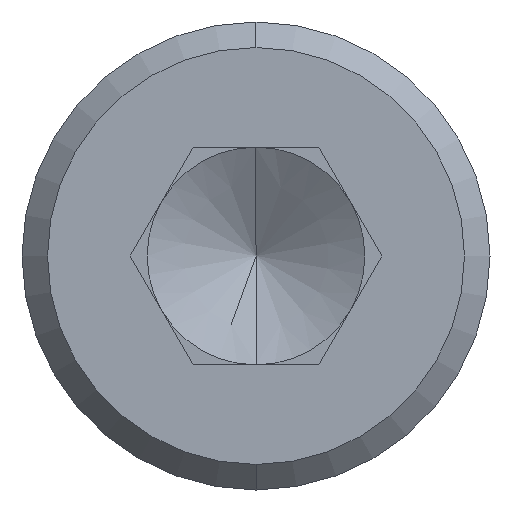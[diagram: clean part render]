
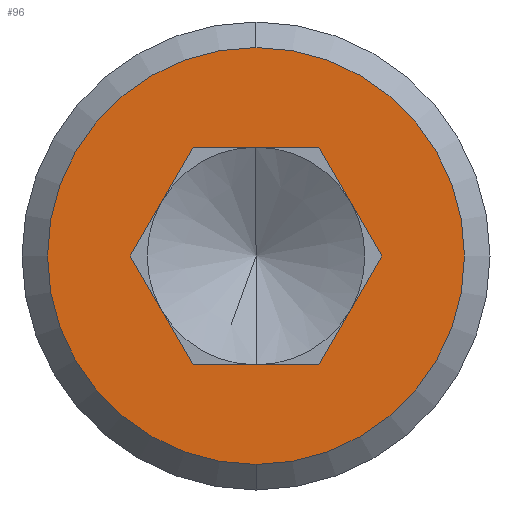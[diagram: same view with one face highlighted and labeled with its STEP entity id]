
A CAD part, left-side view. The second image highlights one B-rep face of the part: STEP entity #96.
In plain terms, the highlighted planar face has unit normal (-1, 0, 0).
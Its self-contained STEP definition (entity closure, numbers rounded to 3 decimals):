
#4 = LINE ( 'NONE', #334, #216 ) ;
#16 = CARTESIAN_POINT ( 'NONE',  ( 0., 1.478, 0. ) ) ;
#17 = EDGE_CURVE ( 'NONE', #320, #92, #339, .T. ) ;
#20 = AXIS2_PLACEMENT_3D ( 'NONE', #273, #514, #283 ) ;
#52 = FACE_OUTER_BOUND ( 'NONE', #246, .T. ) ;
#66 = ORIENTED_EDGE ( 'NONE', *, *, #534, .T. ) ;
#71 = DIRECTION ( 'NONE',  ( 0., -1., 0. ) ) ;
#73 = VERTEX_POINT ( 'NONE', #568 ) ;
#87 = DIRECTION ( 'NONE',  ( -1., 0., 0. ) ) ;
#92 = VERTEX_POINT ( 'NONE', #228 ) ;
#96 = ADVANCED_FACE ( 'NONE', ( #675, #52 ), #102, .T. ) ;
#102 = PLANE ( 'NONE',  #650 ) ;
#103 = DIRECTION ( 'NONE',  ( 0., -0.5, -0.866 ) ) ;
#104 = DIRECTION ( 'NONE',  ( 0., 0., 1. ) ) ;
#122 = CIRCLE ( 'NONE', #714, 2.45 ) ;
#123 = LINE ( 'NONE', #136, #667 ) ;
#125 = ORIENTED_EDGE ( 'NONE', *, *, #17, .T. ) ;
#131 = EDGE_CURVE ( 'NONE', #73, #186, #535, .T. ) ;
#132 = VERTEX_POINT ( 'NONE', #356 ) ;
#136 = CARTESIAN_POINT ( 'NONE',  ( 0., 0.739, -1.28 ) ) ;
#141 = CARTESIAN_POINT ( 'NONE',  ( 0., -0.739, 1.28 ) ) ;
#146 = CARTESIAN_POINT ( 'NONE',  ( 0., 0., -2.45 ) ) ;
#186 = VERTEX_POINT ( 'NONE', #576 ) ;
#195 = LINE ( 'NONE', #141, #449 ) ;
#209 = CARTESIAN_POINT ( 'NONE',  ( 0., -0.739, -1.28 ) ) ;
#216 = VECTOR ( 'NONE', #103, 1000. ) ;
#224 = ORIENTED_EDGE ( 'NONE', *, *, #495, .T. ) ;
#228 = CARTESIAN_POINT ( 'NONE',  ( 0., 0., 2.45 ) ) ;
#246 = EDGE_LOOP ( 'NONE', ( #125, #694 ) ) ;
#247 = CARTESIAN_POINT ( 'NONE',  ( 0., 0., 0. ) ) ;
#262 = ORIENTED_EDGE ( 'NONE', *, *, #572, .T. ) ;
#265 = EDGE_LOOP ( 'NONE', ( #262, #620, #224, #66, #603, #587 ) ) ;
#272 = CARTESIAN_POINT ( 'NONE',  ( 0., 0.739, 1.28 ) ) ;
#273 = CARTESIAN_POINT ( 'NONE',  ( 0., 0., 0. ) ) ;
#283 = DIRECTION ( 'NONE',  ( 0., 0., 1. ) ) ;
#306 = VECTOR ( 'NONE', #575, 1000. ) ;
#319 = DIRECTION ( 'NONE',  ( 0., 0., 1. ) ) ;
#320 = VERTEX_POINT ( 'NONE', #146 ) ;
#325 = VECTOR ( 'NONE', #464, 1000. ) ;
#334 = CARTESIAN_POINT ( 'NONE',  ( 0., -0.739, 1.28 ) ) ;
#339 = CIRCLE ( 'NONE', #20, 2.45 ) ;
#356 = CARTESIAN_POINT ( 'NONE',  ( 0., -1.478, 0. ) ) ;
#364 = EDGE_CURVE ( 'NONE', #413, #466, #195, .T. ) ;
#372 = DIRECTION ( 'NONE',  ( 0., 1., 0. ) ) ;
#376 = EDGE_CURVE ( 'NONE', #92, #320, #122, .T. ) ;
#411 = VECTOR ( 'NONE', #520, 1000. ) ;
#413 = VERTEX_POINT ( 'NONE', #631 ) ;
#424 = CARTESIAN_POINT ( 'NONE',  ( 0., -1.478, 0. ) ) ;
#429 = VERTEX_POINT ( 'NONE', #209 ) ;
#449 = VECTOR ( 'NONE', #372, 1000. ) ;
#451 = CARTESIAN_POINT ( 'NONE',  ( 0., 0., 0. ) ) ;
#464 = DIRECTION ( 'NONE',  ( 0., -0.5, -0.866 ) ) ;
#466 = VERTEX_POINT ( 'NONE', #272 ) ;
#484 = LINE ( 'NONE', #424, #306 ) ;
#495 = EDGE_CURVE ( 'NONE', #413, #132, #4, .T. ) ;
#514 = DIRECTION ( 'NONE',  ( -1., 0., 0. ) ) ;
#520 = DIRECTION ( 'NONE',  ( 0., -0.5, 0.866 ) ) ;
#534 = EDGE_CURVE ( 'NONE', #132, #429, #484, .T. ) ;
#535 = LINE ( 'NONE', #16, #325 ) ;
#550 = EDGE_CURVE ( 'NONE', #186, #429, #123, .T. ) ;
#568 = CARTESIAN_POINT ( 'NONE',  ( 0., 1.478, 0. ) ) ;
#569 = CARTESIAN_POINT ( 'NONE',  ( 0., 1.478, 0. ) ) ;
#572 = EDGE_CURVE ( 'NONE', #73, #466, #692, .T. ) ;
#575 = DIRECTION ( 'NONE',  ( 0., 0.5, -0.866 ) ) ;
#576 = CARTESIAN_POINT ( 'NONE',  ( 0., 0.739, -1.28 ) ) ;
#587 = ORIENTED_EDGE ( 'NONE', *, *, #131, .F. ) ;
#603 = ORIENTED_EDGE ( 'NONE', *, *, #550, .F. ) ;
#619 = DIRECTION ( 'NONE',  ( -1., 0., 0. ) ) ;
#620 = ORIENTED_EDGE ( 'NONE', *, *, #364, .F. ) ;
#631 = CARTESIAN_POINT ( 'NONE',  ( 0., -0.739, 1.28 ) ) ;
#650 = AXIS2_PLACEMENT_3D ( 'NONE', #451, #619, #104 ) ;
#667 = VECTOR ( 'NONE', #71, 1000. ) ;
#675 = FACE_BOUND ( 'NONE', #265, .T. ) ;
#692 = LINE ( 'NONE', #569, #411 ) ;
#694 = ORIENTED_EDGE ( 'NONE', *, *, #376, .T. ) ;
#714 = AXIS2_PLACEMENT_3D ( 'NONE', #247, #87, #319 ) ;
